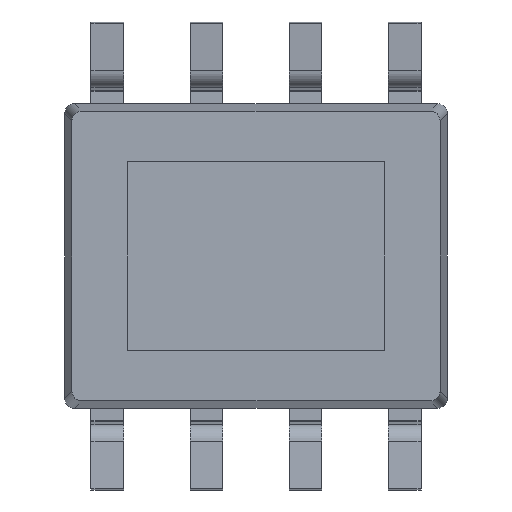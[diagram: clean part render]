
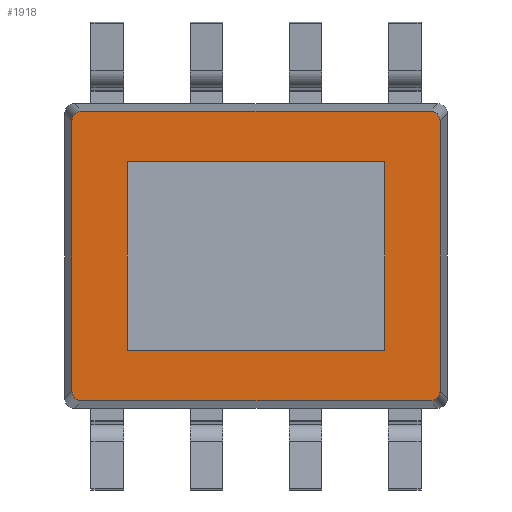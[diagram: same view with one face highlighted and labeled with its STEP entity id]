
A CAD part, front view. The second image highlights one B-rep face of the part: STEP entity #1918.
In plain terms, the highlighted planar face has unit normal (0, -1, 0).
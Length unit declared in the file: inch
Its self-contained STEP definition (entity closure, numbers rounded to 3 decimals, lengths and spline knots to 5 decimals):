
#1 = CARTESIAN_POINT ( 'NONE',  ( 0.09078, 0.006, -0.07307 ) ) ;
#67 = VERTEX_POINT ( 'NONE', #1849 ) ;
#103 = CARTESIAN_POINT ( 'NONE',  ( 0.0965, 0.006, 0.07307 ) ) ;
#106 = VECTOR ( 'NONE', #2107, 39.37008 ) ;
#120 = DIRECTION ( 'NONE',  ( 0., 0., -1. ) ) ;
#122 = VERTEX_POINT ( 'NONE', #338 ) ;
#130 = CARTESIAN_POINT ( 'NONE',  ( 0.09282, 0.006, -0.06812 ) ) ;
#273 = ORIENTED_EDGE ( 'NONE', *, *, #3696, .T. ) ;
#302 = LINE ( 'NONE', #1270, #427 ) ;
#318 = ORIENTED_EDGE ( 'NONE', *, *, #2449, .F. ) ;
#338 = CARTESIAN_POINT ( 'NONE',  ( 0.08787, 0.006, -0.07307 ) ) ;
#341 = CARTESIAN_POINT ( 'NONE',  ( -0.08787, 0.006, -0.07307 ) ) ;
#427 = VECTOR ( 'NONE', #3275, 39.37008 ) ;
#587 = LINE ( 'NONE', #103, #2262 ) ;
#637 = ORIENTED_EDGE ( 'NONE', *, *, #4965, .T. ) ;
#677 = EDGE_CURVE ( 'NONE', #1315, #2134, #4795, .T. ) ;
#727 = CARTESIAN_POINT ( 'NONE',  ( 0.09078, 0.006, 0.07307 ) ) ;
#731 = ORIENTED_EDGE ( 'NONE', *, *, #1455, .T. ) ;
#744 = VERTEX_POINT ( 'NONE', #1894 ) ;
#779 = CARTESIAN_POINT ( 'NONE',  ( 0.065, 0.006, -0.0475 ) ) ;
#814 = ORIENTED_EDGE ( 'NONE', *, *, #3338, .T. ) ;
#888 = ORIENTED_EDGE ( 'NONE', *, *, #2286, .F. ) ;
#896 = VECTOR ( 'NONE', #915, 39.37008 ) ;
#915 = DIRECTION ( 'NONE',  ( 0., 0., 1. ) ) ;
#966 = DIRECTION ( 'NONE',  ( 1., 0., 0. ) ) ;
#970 = EDGE_CURVE ( 'NONE', #744, #4176, #2658, .T. ) ;
#1082 = VECTOR ( 'NONE', #1284, 39.37008 ) ;
#1161 = CARTESIAN_POINT ( 'NONE',  ( -0.08787, 0.006, -0.07307 ) ) ;
#1265 =( BOUNDED_CURVE ( )  B_SPLINE_CURVE ( 3, ( #3509, #1, #2735, #2390 ),
 .UNSPECIFIED., .F., .F. ) 
 B_SPLINE_CURVE_WITH_KNOTS ( ( 4, 4 ),
 ( 5.50747, 7.0589 ),
 .UNSPECIFIED. ) 
 CURVE ( )  GEOMETRIC_REPRESENTATION_ITEM ( )  RATIONAL_B_SPLINE_CURVE ( ( 1., 0.809, 0.809, 1. ) ) 
 REPRESENTATION_ITEM ( '' )  );
#1270 = CARTESIAN_POINT ( 'NONE',  ( 0.065, 0.006, 0.0475 ) ) ;
#1284 = DIRECTION ( 'NONE',  ( 0., 0., -1. ) ) ;
#1315 = VERTEX_POINT ( 'NONE', #1952 ) ;
#1322 = CARTESIAN_POINT ( 'NONE',  ( 0.065, 0.006, 0.0475 ) ) ;
#1333 = VERTEX_POINT ( 'NONE', #1161 ) ;
#1455 = EDGE_CURVE ( 'NONE', #67, #1676, #1682, .T. ) ;
#1590 = ORIENTED_EDGE ( 'NONE', *, *, #2586, .T. ) ;
#1676 = VERTEX_POINT ( 'NONE', #2365 ) ;
#1682 = LINE ( 'NONE', #1691, #1082 ) ;
#1691 = CARTESIAN_POINT ( 'NONE',  ( -0.09282, 0.006, 0.07675 ) ) ;
#1735 = VERTEX_POINT ( 'NONE', #130 ) ;
#1829 = CARTESIAN_POINT ( 'NONE',  ( 0.09282, 0.006, 0.07103 ) ) ;
#1849 = CARTESIAN_POINT ( 'NONE',  ( -0.09282, 0.006, 0.06812 ) ) ;
#1894 = CARTESIAN_POINT ( 'NONE',  ( 0.065, 0.006, -0.0475 ) ) ;
#1902 = CARTESIAN_POINT ( 'NONE',  ( -0.09282, 0.006, -0.06812 ) ) ;
#1918 = ADVANCED_FACE ( 'NONE', ( #2325, #2767 ), #4150, .T. ) ;
#1952 = CARTESIAN_POINT ( 'NONE',  ( 0.09282, 0.006, 0.06812 ) ) ;
#1954 = EDGE_LOOP ( 'NONE', ( #1956, #888, #318, #3492 ) ) ;
#1956 = ORIENTED_EDGE ( 'NONE', *, *, #970, .F. ) ;
#1962 = DIRECTION ( 'NONE',  ( 1., 0., 0. ) ) ;
#2030 = CARTESIAN_POINT ( 'NONE',  ( -0.0965, 0.006, -0.07307 ) ) ;
#2107 = DIRECTION ( 'NONE',  ( 0., 0., 1. ) ) ;
#2134 = VERTEX_POINT ( 'NONE', #4526 ) ;
#2200 = CARTESIAN_POINT ( 'NONE',  ( -0.08787, 0.006, 0.07307 ) ) ;
#2202 = CARTESIAN_POINT ( 'NONE',  ( 0.08787, 0.006, 0.07307 ) ) ;
#2215 = CARTESIAN_POINT ( 'NONE',  ( -0.065, 0.006, -0.0475 ) ) ;
#2262 = VECTOR ( 'NONE', #3951, 39.37008 ) ;
#2264 = CARTESIAN_POINT ( 'NONE',  ( -0.09078, 0.006, -0.07307 ) ) ;
#2286 = EDGE_CURVE ( 'NONE', #2812, #744, #2851, .T. ) ;
#2319 = ORIENTED_EDGE ( 'NONE', *, *, #677, .T. ) ;
#2325 = FACE_BOUND ( 'NONE', #1954, .T. ) ;
#2343 = CARTESIAN_POINT ( 'NONE',  ( -0.09282, 0.006, -0.07103 ) ) ;
#2365 = CARTESIAN_POINT ( 'NONE',  ( -0.09282, 0.006, -0.06812 ) ) ;
#2390 = CARTESIAN_POINT ( 'NONE',  ( 0.09282, 0.006, -0.06812 ) ) ;
#2449 = EDGE_CURVE ( 'NONE', #3331, #2812, #2481, .T. ) ;
#2481 = LINE ( 'NONE', #3368, #3395 ) ;
#2488 = EDGE_CURVE ( 'NONE', #3516, #67, #3241, .T. ) ;
#2519 = CARTESIAN_POINT ( 'NONE',  ( 0., 0.006, 0. ) ) ;
#2586 = EDGE_CURVE ( 'NONE', #2134, #3516, #587, .T. ) ;
#2615 = CARTESIAN_POINT ( 'NONE',  ( -0.09078, 0.006, 0.07307 ) ) ;
#2658 = LINE ( 'NONE', #3248, #896 ) ;
#2699 = CARTESIAN_POINT ( 'NONE',  ( -0.09282, 0.006, 0.07103 ) ) ;
#2735 = CARTESIAN_POINT ( 'NONE',  ( 0.09282, 0.006, -0.07103 ) ) ;
#2754 = VECTOR ( 'NONE', #966, 39.37008 ) ;
#2767 = FACE_OUTER_BOUND ( 'NONE', #4305, .T. ) ;
#2812 = VERTEX_POINT ( 'NONE', #2215 ) ;
#2851 = LINE ( 'NONE', #779, #3709 ) ;
#3046 = CARTESIAN_POINT ( 'NONE',  ( 0.09282, 0.006, 0.06812 ) ) ;
#3106 = CARTESIAN_POINT ( 'NONE',  ( -0.09282, 0.006, 0.06812 ) ) ;
#3120 = CARTESIAN_POINT ( 'NONE',  ( -0.065, 0.006, 0.0475 ) ) ;
#3241 =( BOUNDED_CURVE ( )  B_SPLINE_CURVE ( 3, ( #2200, #2615, #2699, #3106 ),
 .UNSPECIFIED., .F., .F. ) 
 B_SPLINE_CURVE_WITH_KNOTS ( ( 4, 4 ),
 ( 5.50747, 7.0589 ),
 .UNSPECIFIED. ) 
 CURVE ( )  GEOMETRIC_REPRESENTATION_ITEM ( )  RATIONAL_B_SPLINE_CURVE ( ( 1., 0.809, 0.809, 1. ) ) 
 REPRESENTATION_ITEM ( '' )  );
#3248 = CARTESIAN_POINT ( 'NONE',  ( 0.065, 0.006, 0.0475 ) ) ;
#3275 = DIRECTION ( 'NONE',  ( -1., 0., 0. ) ) ;
#3277 = CARTESIAN_POINT ( 'NONE',  ( 0.09282, 0.006, -0.07675 ) ) ;
#3311 = CARTESIAN_POINT ( 'NONE',  ( -0.08787, 0.006, 0.07307 ) ) ;
#3331 = VERTEX_POINT ( 'NONE', #3120 ) ;
#3338 = EDGE_CURVE ( 'NONE', #122, #1735, #1265, .T. ) ;
#3346 = EDGE_CURVE ( 'NONE', #4176, #3331, #302, .T. ) ;
#3368 = CARTESIAN_POINT ( 'NONE',  ( -0.065, 0.006, 0.0475 ) ) ;
#3395 = VECTOR ( 'NONE', #3401, 39.37008 ) ;
#3401 = DIRECTION ( 'NONE',  ( 0., 0., -1. ) ) ;
#3492 = ORIENTED_EDGE ( 'NONE', *, *, #3346, .F. ) ;
#3509 = CARTESIAN_POINT ( 'NONE',  ( 0.08787, 0.006, -0.07307 ) ) ;
#3516 = VERTEX_POINT ( 'NONE', #3311 ) ;
#3696 = EDGE_CURVE ( 'NONE', #1676, #1333, #3765, .T. ) ;
#3709 = VECTOR ( 'NONE', #1962, 39.37008 ) ;
#3765 =( BOUNDED_CURVE ( )  B_SPLINE_CURVE ( 3, ( #1902, #2343, #2264, #341 ),
 .UNSPECIFIED., .F., .T. ) 
 B_SPLINE_CURVE_WITH_KNOTS ( ( 4, 4 ),
 ( 5.50747, 7.0589 ),
 .UNSPECIFIED. ) 
 CURVE ( )  GEOMETRIC_REPRESENTATION_ITEM ( )  RATIONAL_B_SPLINE_CURVE ( ( 1., 0.809, 0.809, 1. ) ) 
 REPRESENTATION_ITEM ( '' )  );
#3951 = DIRECTION ( 'NONE',  ( -1., 0., 0. ) ) ;
#4004 = ORIENTED_EDGE ( 'NONE', *, *, #2488, .T. ) ;
#4128 = ORIENTED_EDGE ( 'NONE', *, *, #4961, .T. ) ;
#4150 = PLANE ( 'NONE',  #4551 ) ;
#4176 = VERTEX_POINT ( 'NONE', #1322 ) ;
#4278 = LINE ( 'NONE', #2030, #2754 ) ;
#4305 = EDGE_LOOP ( 'NONE', ( #731, #273, #4128, #814, #637, #2319, #1590, #4004 ) ) ;
#4404 = DIRECTION ( 'NONE',  ( 0., -1., 0. ) ) ;
#4526 = CARTESIAN_POINT ( 'NONE',  ( 0.08787, 0.006, 0.07307 ) ) ;
#4551 = AXIS2_PLACEMENT_3D ( 'NONE', #2519, #4404, #120 ) ;
#4604 = LINE ( 'NONE', #3277, #106 ) ;
#4795 =( BOUNDED_CURVE ( )  B_SPLINE_CURVE ( 3, ( #3046, #1829, #727, #2202 ),
 .UNSPECIFIED., .F., .F. ) 
 B_SPLINE_CURVE_WITH_KNOTS ( ( 4, 4 ),
 ( 5.50747, 7.0589 ),
 .UNSPECIFIED. ) 
 CURVE ( )  GEOMETRIC_REPRESENTATION_ITEM ( )  RATIONAL_B_SPLINE_CURVE ( ( 1., 0.809, 0.809, 1. ) ) 
 REPRESENTATION_ITEM ( '' )  );
#4961 = EDGE_CURVE ( 'NONE', #1333, #122, #4278, .T. ) ;
#4965 = EDGE_CURVE ( 'NONE', #1735, #1315, #4604, .T. ) ;
